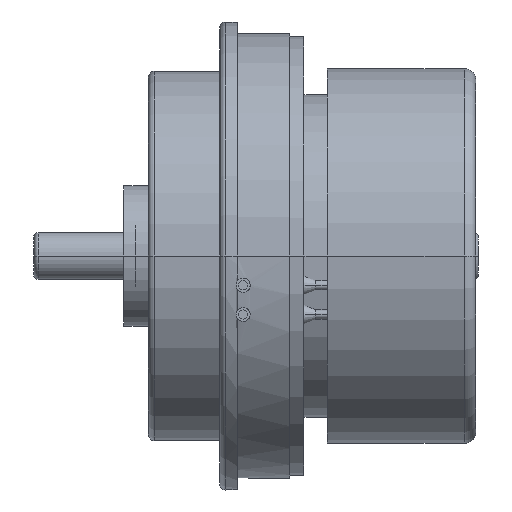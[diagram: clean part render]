
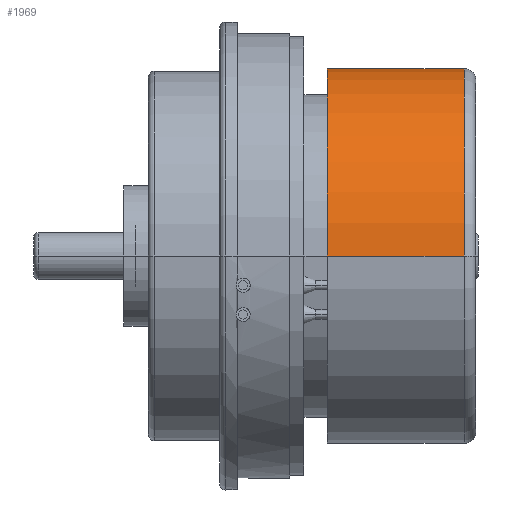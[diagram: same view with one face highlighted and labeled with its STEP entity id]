
A CAD part, front view. The second image highlights one B-rep face of the part: STEP entity #1969.
In plain terms, the highlighted cylindrical face has radius 16 mm (diameter 32 mm), a partial arc.
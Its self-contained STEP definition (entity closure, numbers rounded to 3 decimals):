
#711=CARTESIAN_POINT('',(9.2,0.,0.));
#712=DIRECTION('',(1.,0.,0.));
#713=DIRECTION('',(0.,1.,0.));
#714=AXIS2_PLACEMENT_3D('',#711,#712,#713);
#721=CARTESIAN_POINT('',(20.9,0.,0.));
#722=DIRECTION('',(-1.,0.,0.));
#723=DIRECTION('',(0.,-1.,0.));
#724=AXIS2_PLACEMENT_3D('',#721,#722,#723);
#741=DIRECTION('',(-1.,0.,0.));
#742=VECTOR('',#741,11.7);
#743=CARTESIAN_POINT('',(20.9,16.,0.));
#744=LINE('',#743,#742);
#745=DIRECTION('',(-1.,0.,0.));
#746=VECTOR('',#745,11.7);
#747=CARTESIAN_POINT('',(20.9,-16.,0.));
#748=LINE('',#747,#746);
#1011=CARTESIAN_POINT('',(9.2,16.,0.));
#1012=CARTESIAN_POINT('',(9.2,-16.,0.));
#1013=VERTEX_POINT('',#1011);
#1014=VERTEX_POINT('',#1012);
#1023=CARTESIAN_POINT('',(20.9,16.,0.));
#1024=CARTESIAN_POINT('',(20.9,-16.,0.));
#1025=VERTEX_POINT('',#1023);
#1026=VERTEX_POINT('',#1024);
#1955=CARTESIAN_POINT('',(-17.8,0.,0.));
#1956=DIRECTION('',(1.,0.,0.));
#1957=DIRECTION('',(0.,-1.,0.));
#1958=AXIS2_PLACEMENT_3D('',#1955,#1956,#1957);
#1959=CYLINDRICAL_SURFACE('',#1958,16.);
#1961=ORIENTED_EDGE('',*,*,#1960,.F.);
#1963=ORIENTED_EDGE('',*,*,#1962,.T.);
#1964=ORIENTED_EDGE('',*,*,#1944,.F.);
#1966=ORIENTED_EDGE('',*,*,#1965,.F.);
#1967=EDGE_LOOP('',(#1961,#1963,#1964,#1966));
#1968=FACE_OUTER_BOUND('',#1967,.F.);
#1969=ADVANCED_FACE('',(#1968),#1959,.T.);
#715=CIRCLE('',#714,16.);
#725=CIRCLE('',#724,16.);
#1944=EDGE_CURVE('',#1013,#1014,#715,.T.);
#1960=EDGE_CURVE('',#1026,#1025,#725,.T.);
#1962=EDGE_CURVE('',#1026,#1014,#748,.T.);
#1965=EDGE_CURVE('',#1025,#1013,#744,.T.);
